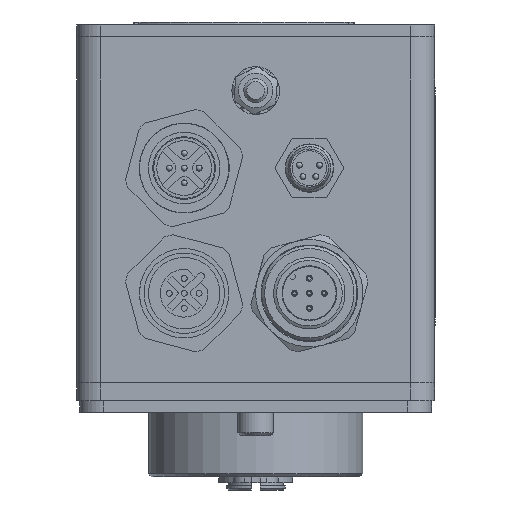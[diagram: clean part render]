
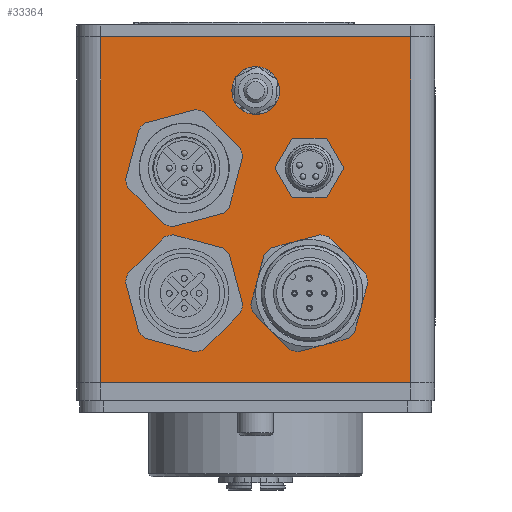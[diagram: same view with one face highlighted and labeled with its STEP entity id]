
A CAD part, front view. The second image highlights one B-rep face of the part: STEP entity #33364.
In plain terms, the highlighted planar face has unit normal (0, -1, 0).
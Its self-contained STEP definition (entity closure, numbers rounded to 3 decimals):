
#1261=FACE_BOUND('',#6139,.T.);
#1262=FACE_BOUND('',#6140,.T.);
#1263=FACE_BOUND('',#6141,.T.);
#1264=FACE_BOUND('',#6142,.T.);
#1265=FACE_BOUND('',#6143,.T.);
#1991=CIRCLE('',#35807,2.05);
#1993=CIRCLE('',#35810,4.1);
#1995=CIRCLE('',#35813,7.55);
#1997=CIRCLE('',#35816,7.55);
#1999=CIRCLE('',#35819,7.55);
#3917=FACE_OUTER_BOUND('',#6138,.T.);
#6138=EDGE_LOOP('',(#25337,#25338,#25339,#25340));
#6139=EDGE_LOOP('',(#25341));
#6140=EDGE_LOOP('',(#25342));
#6141=EDGE_LOOP('',(#25343));
#6142=EDGE_LOOP('',(#25344));
#6143=EDGE_LOOP('',(#25345));
#8876=LINE('',#51877,#11980);
#8877=LINE('',#51881,#11981);
#8878=LINE('',#51883,#11982);
#8879=LINE('',#51884,#11983);
#11980=VECTOR('',#41378,58.);
#11981=VECTOR('',#41383,52.);
#11982=VECTOR('',#41384,58.);
#11983=VECTOR('',#41385,52.);
#15038=VERTEX_POINT('',#51788);
#15040=VERTEX_POINT('',#51793);
#15042=VERTEX_POINT('',#51798);
#15044=VERTEX_POINT('',#51803);
#15046=VERTEX_POINT('',#51808);
#15069=VERTEX_POINT('',#51874);
#15070=VERTEX_POINT('',#51876);
#15071=VERTEX_POINT('',#51880);
#15072=VERTEX_POINT('',#51882);
#18830=EDGE_CURVE('',#15038,#15038,#1991,.T.);
#18832=EDGE_CURVE('',#15040,#15040,#1993,.T.);
#18834=EDGE_CURVE('',#15042,#15042,#1995,.T.);
#18836=EDGE_CURVE('',#15044,#15044,#1997,.T.);
#18838=EDGE_CURVE('',#15046,#15046,#1999,.T.);
#18871=EDGE_CURVE('',#15070,#15069,#8876,.T.);
#18873=EDGE_CURVE('',#15069,#15071,#8877,.T.);
#18874=EDGE_CURVE('',#15072,#15071,#8878,.T.);
#18875=EDGE_CURVE('',#15070,#15072,#8879,.T.);
#25337=ORIENTED_EDGE('',*,*,#18873,.T.);
#25338=ORIENTED_EDGE('',*,*,#18874,.F.);
#25339=ORIENTED_EDGE('',*,*,#18875,.F.);
#25340=ORIENTED_EDGE('',*,*,#18871,.T.);
#25341=ORIENTED_EDGE('',*,*,#18830,.T.);
#25342=ORIENTED_EDGE('',*,*,#18832,.T.);
#25343=ORIENTED_EDGE('',*,*,#18834,.T.);
#25344=ORIENTED_EDGE('',*,*,#18836,.T.);
#25345=ORIENTED_EDGE('',*,*,#18838,.T.);
#31916=PLANE('',#35843);
#33364=ADVANCED_FACE('',(#3917,#1261,#1262,#1263,#1264,#1265),#31916,.T.);
#35807=AXIS2_PLACEMENT_3D('',#51789,#41287,#41288);
#35810=AXIS2_PLACEMENT_3D('',#51794,#41293,#41294);
#35813=AXIS2_PLACEMENT_3D('',#51799,#41299,#41300);
#35816=AXIS2_PLACEMENT_3D('',#51804,#41305,#41306);
#35819=AXIS2_PLACEMENT_3D('',#51809,#41311,#41312);
#35843=AXIS2_PLACEMENT_3D('',#51879,#41381,#41382);
#41287=DIRECTION('center_axis',(0.,1.,0.));
#41288=DIRECTION('ref_axis',(1.,0.,0.));
#41293=DIRECTION('center_axis',(0.,1.,0.));
#41294=DIRECTION('ref_axis',(1.,0.,0.));
#41299=DIRECTION('center_axis',(0.,1.,0.));
#41300=DIRECTION('ref_axis',(1.,0.,0.));
#41305=DIRECTION('center_axis',(0.,1.,0.));
#41306=DIRECTION('ref_axis',(1.,0.,0.));
#41311=DIRECTION('center_axis',(0.,1.,0.));
#41312=DIRECTION('ref_axis',(1.,0.,0.));
#41378=DIRECTION('',(0.,0.,1.));
#41381=DIRECTION('center_axis',(0.,-1.,0.));
#41382=DIRECTION('ref_axis',(0.,0.,-1.));
#41383=DIRECTION('',(-1.,0.,0.));
#41384=DIRECTION('',(0.,0.,1.));
#41385=DIRECTION('',(-1.,0.,0.));
#51788=CARTESIAN_POINT('',(31.05,-1.,49.));
#51789=CARTESIAN_POINT('Origin',(29.,-1.,49.));
#51793=CARTESIAN_POINT('',(42.1,-1.,36.));
#51794=CARTESIAN_POINT('Origin',(38.,-1.,36.));
#51798=CARTESIAN_POINT('',(45.55,-1.,15.));
#51799=CARTESIAN_POINT('Origin',(38.,-1.,15.));
#51803=CARTESIAN_POINT('',(24.55,-1.,15.));
#51804=CARTESIAN_POINT('Origin',(17.,-1.,15.));
#51808=CARTESIAN_POINT('',(24.55,-1.,36.));
#51809=CARTESIAN_POINT('Origin',(17.,-1.,36.));
#51874=CARTESIAN_POINT('',(55.,-1.,58.));
#51876=CARTESIAN_POINT('',(55.,-1.,0.));
#51877=CARTESIAN_POINT('',(55.,-1.,0.));
#51879=CARTESIAN_POINT('Origin',(55.,-1.,0.));
#51880=CARTESIAN_POINT('',(3.,-1.,58.));
#51881=CARTESIAN_POINT('',(55.,-1.,58.));
#51882=CARTESIAN_POINT('',(3.,-1.,0.));
#51883=CARTESIAN_POINT('',(3.,-1.,0.));
#51884=CARTESIAN_POINT('',(55.,-1.,0.));
